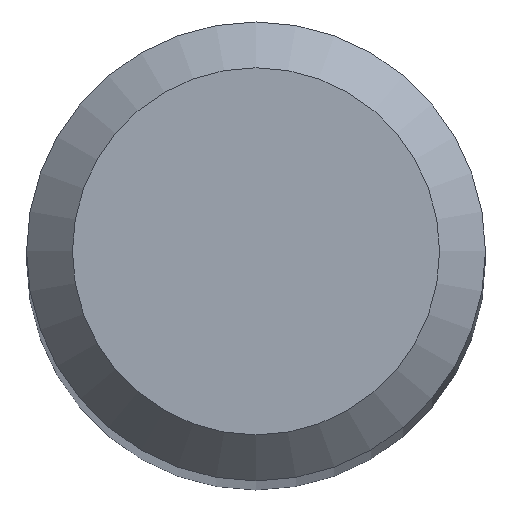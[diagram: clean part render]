
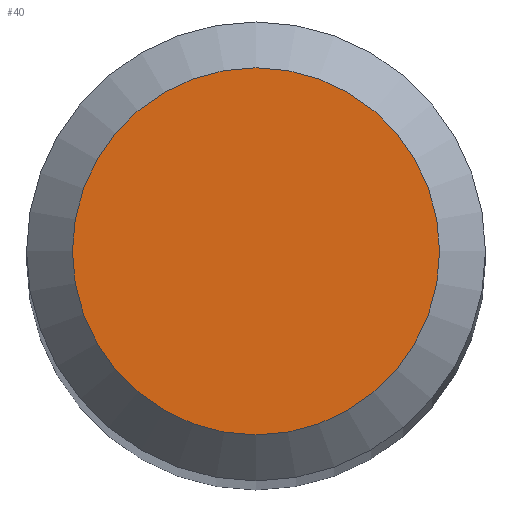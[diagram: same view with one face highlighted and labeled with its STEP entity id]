
A CAD part, top view. The second image highlights one B-rep face of the part: STEP entity #40.
In plain terms, the highlighted planar face has unit normal (0, 0, 1).
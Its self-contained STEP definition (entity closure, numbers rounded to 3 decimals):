
#4 = CARTESIAN_POINT ( 'NONE',  ( 0., 0., 61. ) ) ;
#6 = DIRECTION ( 'NONE',  ( 0., 0., -1. ) ) ;
#15 = AXIS2_PLACEMENT_3D ( 'NONE', #4, #165, #116 ) ;
#31 = CARTESIAN_POINT ( 'NONE',  ( 0., 1.2, 61. ) ) ;
#40 = ADVANCED_FACE ( 'NONE', ( #49 ), #210, .F. ) ;
#42 = EDGE_LOOP ( 'NONE', ( #183 ) ) ;
#49 = FACE_OUTER_BOUND ( 'NONE', #42, .T. ) ;
#111 = CIRCLE ( 'NONE', #148, 1.2 ) ;
#116 = DIRECTION ( 'NONE',  ( 0., 1., 0. ) ) ;
#127 = CARTESIAN_POINT ( 'NONE',  ( 0., 0., 61. ) ) ;
#148 = AXIS2_PLACEMENT_3D ( 'NONE', #127, #6, #200 ) ;
#165 = DIRECTION ( 'NONE',  ( 0., 0., -1. ) ) ;
#166 = EDGE_CURVE ( 'NONE', #240, #240, #111, .T. ) ;
#183 = ORIENTED_EDGE ( 'NONE', *, *, #166, .F. ) ;
#200 = DIRECTION ( 'NONE',  ( 0., 1., 0. ) ) ;
#210 = PLANE ( 'NONE',  #15 ) ;
#240 = VERTEX_POINT ( 'NONE', #31 ) ;
